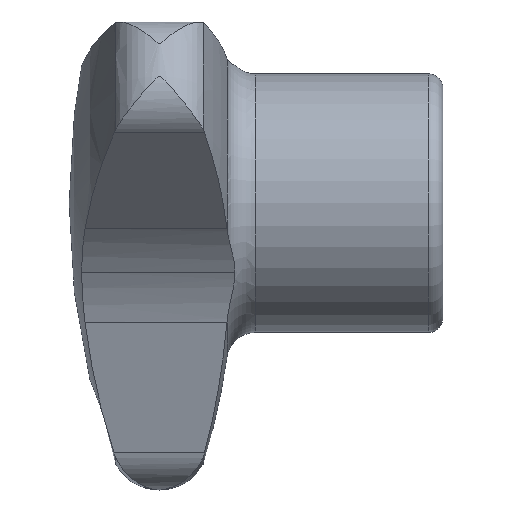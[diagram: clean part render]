
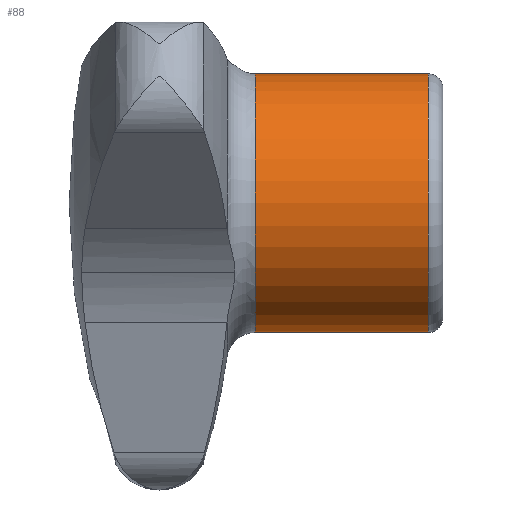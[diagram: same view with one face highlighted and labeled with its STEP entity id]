
A CAD part, left-side view. The second image highlights one B-rep face of the part: STEP entity #88.
In plain terms, the highlighted cylindrical face has radius 9 mm (diameter 18 mm), a full revolution.
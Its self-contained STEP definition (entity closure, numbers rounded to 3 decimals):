
#88 = ADVANCED_FACE( '', ( #132, #133 ), #134, .T. );
#132 = FACE_OUTER_BOUND( '', #217, .T. );
#133 = FACE_OUTER_BOUND( '', #218, .T. );
#134 = CYLINDRICAL_SURFACE( '', #219, 9. );
#217 = EDGE_LOOP( '', ( #394 ) );
#218 = EDGE_LOOP( '', ( #395 ) );
#219 = AXIS2_PLACEMENT_3D( '', #396, #397, #398 );
#394 = ORIENTED_EDGE( '', *, *, #578, .F. );
#395 = ORIENTED_EDGE( '', *, *, #579, .T. );
#396 = CARTESIAN_POINT( '', ( 0., 0., 0. ) );
#397 = DIRECTION( '', ( 0., 1., 0. ) );
#398 = DIRECTION( '', ( 0., 0., -1. ) );
#578 = EDGE_CURVE( '', #695, #695, #696, .T. );
#579 = EDGE_CURVE( '', #697, #697, #698, .T. );
#695 = VERTEX_POINT( '', #1145 );
#696 = CIRCLE( '', #1146, 9. );
#697 = VERTEX_POINT( '', #1147 );
#698 = CIRCLE( '', #1148, 9. );
#1145 = CARTESIAN_POINT( '', ( 0., 1., -9. ) );
#1146 = AXIS2_PLACEMENT_3D( '', #1260, #1261, #1262 );
#1147 = CARTESIAN_POINT( '', ( 0., 13.04, -9. ) );
#1148 = AXIS2_PLACEMENT_3D( '', #1263, #1264, #1265 );
#1260 = CARTESIAN_POINT( '', ( 0., 1., 0. ) );
#1261 = DIRECTION( '', ( 0., -1., 0. ) );
#1262 = DIRECTION( '', ( 0., 0., -1. ) );
#1263 = CARTESIAN_POINT( '', ( 0., 13.04, 0. ) );
#1264 = DIRECTION( '', ( 0., -1., 0. ) );
#1265 = DIRECTION( '', ( 0., 0., -1. ) );
